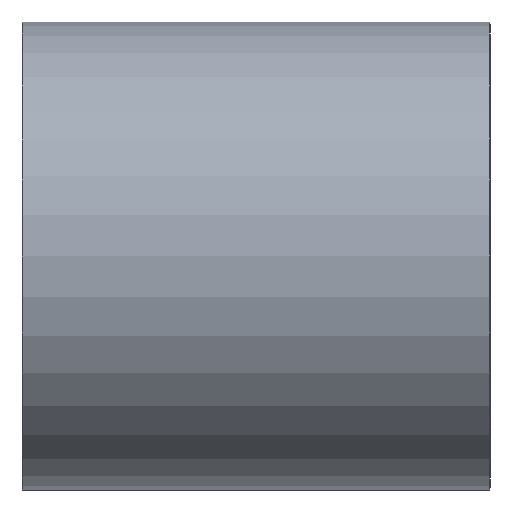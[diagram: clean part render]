
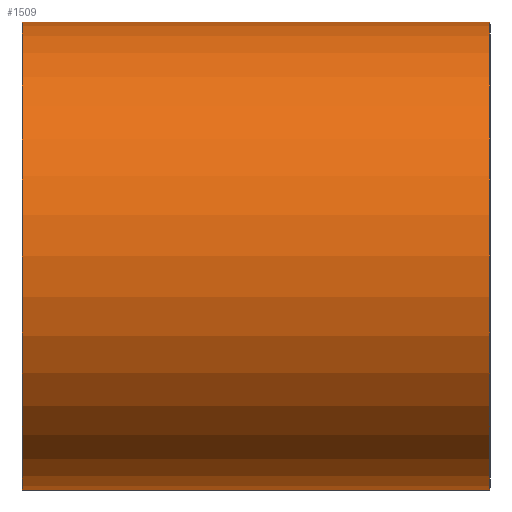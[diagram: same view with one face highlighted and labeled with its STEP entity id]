
A CAD part, left-side view. The second image highlights one B-rep face of the part: STEP entity #1509.
In plain terms, the highlighted cylindrical face has radius 8.5 mm (diameter 17 mm), a partial arc.
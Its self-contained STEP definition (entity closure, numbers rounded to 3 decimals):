
#165 = ORIENTED_EDGE ( 'NONE', *, *, #1592, .T. ) ;
#166 = ORIENTED_EDGE ( 'NONE', *, *, #1535, .F. ) ;
#169 = ORIENTED_EDGE ( 'NONE', *, *, #1558, .T. ) ;
#171 = ORIENTED_EDGE ( 'NONE', *, *, #1568, .T. ) ;
#292 = FACE_OUTER_BOUND ( 'NONE', #1354, .T. ) ;
#293 = CYLINDRICAL_SURFACE ( 'NONE', #1908, 8.5 ) ;
#315 = LINE ( 'NONE', #835, #1881 ) ;
#339 = LINE ( 'NONE', #1012, #1648 ) ;
#721 = CARTESIAN_POINT ( 'NONE',  ( 0., 10.366, 0. ) ) ;
#723 = DIRECTION ( 'NONE',  ( 0., 1., 0. ) ) ;
#725 = DIRECTION ( 'NONE',  ( 0., 0., 1. ) ) ;
#835 = CARTESIAN_POINT ( 'NONE',  ( 0., 10.366, -8.5 ) ) ;
#836 = DIRECTION ( 'NONE',  ( 0., 1., 0. ) ) ;
#911 = CARTESIAN_POINT ( 'NONE',  ( 0., -8.5, 0. ) ) ;
#912 = DIRECTION ( 'NONE',  ( 0., 1., 0. ) ) ;
#913 = DIRECTION ( 'NONE',  ( 0., 0., -1. ) ) ;
#955 = CARTESIAN_POINT ( 'NONE',  ( 0., 8.5, 0. ) ) ;
#956 = DIRECTION ( 'NONE',  ( 0., -1., 0. ) ) ;
#957 = DIRECTION ( 'NONE',  ( 0., 0., 1. ) ) ;
#1012 = CARTESIAN_POINT ( 'NONE',  ( 0., 10.366, 8.5 ) ) ;
#1013 = DIRECTION ( 'NONE',  ( 0., 1., 0. ) ) ;
#1074 = CARTESIAN_POINT ( 'NONE',  ( 0., -8.5, -8.5 ) ) ;
#1085 = CARTESIAN_POINT ( 'NONE',  ( 0., 8.5, 8.5 ) ) ;
#1107 = CARTESIAN_POINT ( 'NONE',  ( 0., -8.5, 8.5 ) ) ;
#1129 = CARTESIAN_POINT ( 'NONE',  ( 0., 8.5, -8.5 ) ) ;
#1354 = EDGE_LOOP ( 'NONE', ( #166, #169, #165, #171 ) ) ;
#1509 = ADVANCED_FACE ( 'NONE', ( #292 ), #293, .T. ) ;
#1535 = EDGE_CURVE ( 'NONE', #1700, #1799, #315, .T. ) ;
#1558 = EDGE_CURVE ( 'NONE', #1700, #1760, #1821, .T. ) ;
#1568 = EDGE_CURVE ( 'NONE', #1731, #1799, #1659, .T. ) ;
#1592 = EDGE_CURVE ( 'NONE', #1760, #1731, #339, .T. ) ;
#1648 = VECTOR ( 'NONE', #1013, 1000. ) ;
#1659 = CIRCLE ( 'NONE', #1684, 8.5 ) ;
#1684 = AXIS2_PLACEMENT_3D ( 'NONE', #955, #956, #957 ) ;
#1700 = VERTEX_POINT ( 'NONE', #1074 ) ;
#1731 = VERTEX_POINT ( 'NONE', #1085 ) ;
#1760 = VERTEX_POINT ( 'NONE', #1107 ) ;
#1799 = VERTEX_POINT ( 'NONE', #1129 ) ;
#1821 = CIRCLE ( 'NONE', #1990, 8.5 ) ;
#1881 = VECTOR ( 'NONE', #836, 1000. ) ;
#1908 = AXIS2_PLACEMENT_3D ( 'NONE', #721, #723, #725 ) ;
#1990 = AXIS2_PLACEMENT_3D ( 'NONE', #911, #912, #913 ) ;
